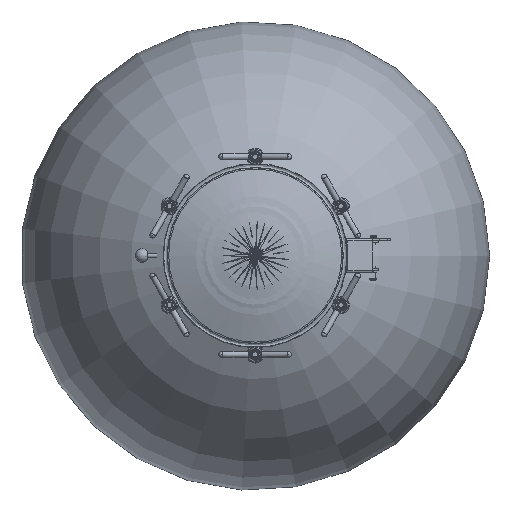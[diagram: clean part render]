
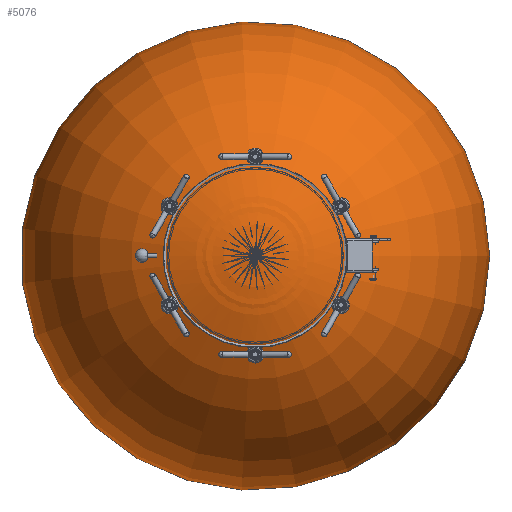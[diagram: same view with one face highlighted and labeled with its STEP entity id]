
A CAD part, top view. The second image highlights one B-rep face of the part: STEP entity #5076.
In plain terms, the highlighted toroidal (fillet/blend) face has major radius 0.016 mm and minor radius 550.015 mm.
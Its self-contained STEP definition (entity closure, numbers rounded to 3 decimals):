
#27=VERTEX_LOOP('',#3318);
#31=DEGENERATE_TOROIDAL_SURFACE('',#5838,0.016,550.015,
 .T.);
#1680=ORIENTED_EDGE('',*,*,#2738,.F.);
#2738=EDGE_CURVE('',#3316,#3316,#3704,.T.);
#3316=VERTEX_POINT('',#8642);
#3318=VERTEX_POINT('',#8646);
#3704=CIRCLE('',#5836,203.);
#4044=EDGE_LOOP('',(#1680));
#4505=FACE_BOUND('',#4044,.T.);
#4506=FACE_BOUND('',#27,.T.);
#5076=ADVANCED_FACE('',(#4505,#4506),#31,.T.);
#5836=AXIS2_PLACEMENT_3D('',#8641,#6832,#6833);
#5838=AXIS2_PLACEMENT_3D('',#8645,#6836,#6837);
#6832=DIRECTION('',(0.,0.,-1.));
#6833=DIRECTION('',(0.,1.,0.));
#6836=DIRECTION('',(0.,0.,-1.));
#6837=DIRECTION('',(0.,1.,0.));
#8641=CARTESIAN_POINT('',(0.,0.,5.174));
#8642=CARTESIAN_POINT('',(0.,203.,5.174));
#8645=CARTESIAN_POINT('',(0.,0.,-506.015));
#8646=CARTESIAN_POINT('',(0.,0.,44.));
